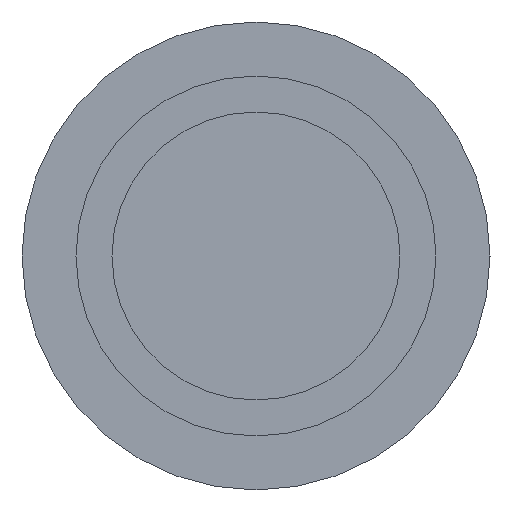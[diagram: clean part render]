
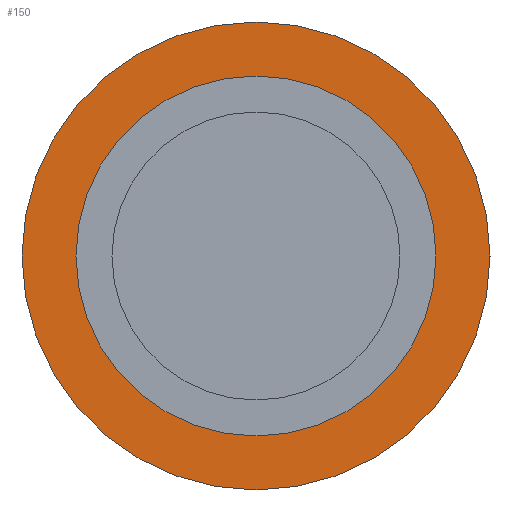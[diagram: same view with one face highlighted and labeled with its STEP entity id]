
A CAD part, left-side view. The second image highlights one B-rep face of the part: STEP entity #150.
In plain terms, the highlighted planar face has unit normal (-1, 0, 0).
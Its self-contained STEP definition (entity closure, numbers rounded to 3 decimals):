
#28=FACE_BOUND('',#43,.T.);
#32=FACE_OUTER_BOUND('',#42,.T.);
#42=EDGE_LOOP('',(#113,#114));
#43=EDGE_LOOP('',(#115,#116));
#55=CIRCLE('',#183,2.5);
#56=CIRCLE('',#184,2.5);
#57=CIRCLE('',#186,3.25);
#58=CIRCLE('',#187,3.25);
#71=VERTEX_POINT('',#269);
#72=VERTEX_POINT('',#270);
#73=VERTEX_POINT('',#275);
#74=VERTEX_POINT('',#276);
#87=EDGE_CURVE('',#71,#72,#55,.T.);
#88=EDGE_CURVE('',#72,#71,#56,.T.);
#90=EDGE_CURVE('',#73,#74,#57,.T.);
#91=EDGE_CURVE('',#74,#73,#58,.T.);
#113=ORIENTED_EDGE('',*,*,#90,.F.);
#114=ORIENTED_EDGE('',*,*,#91,.F.);
#115=ORIENTED_EDGE('',*,*,#87,.T.);
#116=ORIENTED_EDGE('',*,*,#88,.T.);
#144=PLANE('',#185);
#150=ADVANCED_FACE('',(#32,#28),#144,.T.);
#183=AXIS2_PLACEMENT_3D('',#271,#216,#217);
#184=AXIS2_PLACEMENT_3D('',#272,#218,#219);
#185=AXIS2_PLACEMENT_3D('',#274,#221,#222);
#186=AXIS2_PLACEMENT_3D('',#277,#223,#224);
#187=AXIS2_PLACEMENT_3D('',#278,#225,#226);
#216=DIRECTION('center_axis',(1.,0.,0.));
#217=DIRECTION('ref_axis',(0.,0.,-1.));
#218=DIRECTION('center_axis',(1.,0.,0.));
#219=DIRECTION('ref_axis',(0.,0.,-1.));
#221=DIRECTION('center_axis',(-1.,0.,0.));
#222=DIRECTION('ref_axis',(0.,0.,1.));
#223=DIRECTION('center_axis',(1.,0.,0.));
#224=DIRECTION('ref_axis',(0.,0.,-1.));
#225=DIRECTION('center_axis',(1.,0.,0.));
#226=DIRECTION('ref_axis',(0.,0.,-1.));
#269=CARTESIAN_POINT('',(5.,2.5,0.));
#270=CARTESIAN_POINT('',(5.,-2.5,0.));
#271=CARTESIAN_POINT('Origin',(5.,0.,0.));
#272=CARTESIAN_POINT('Origin',(5.,0.,0.));
#274=CARTESIAN_POINT('Origin',(5.,3.25,0.));
#275=CARTESIAN_POINT('',(5.,3.25,0.));
#276=CARTESIAN_POINT('',(5.,-3.25,0.));
#277=CARTESIAN_POINT('Origin',(5.,0.,0.));
#278=CARTESIAN_POINT('Origin',(5.,0.,0.));
